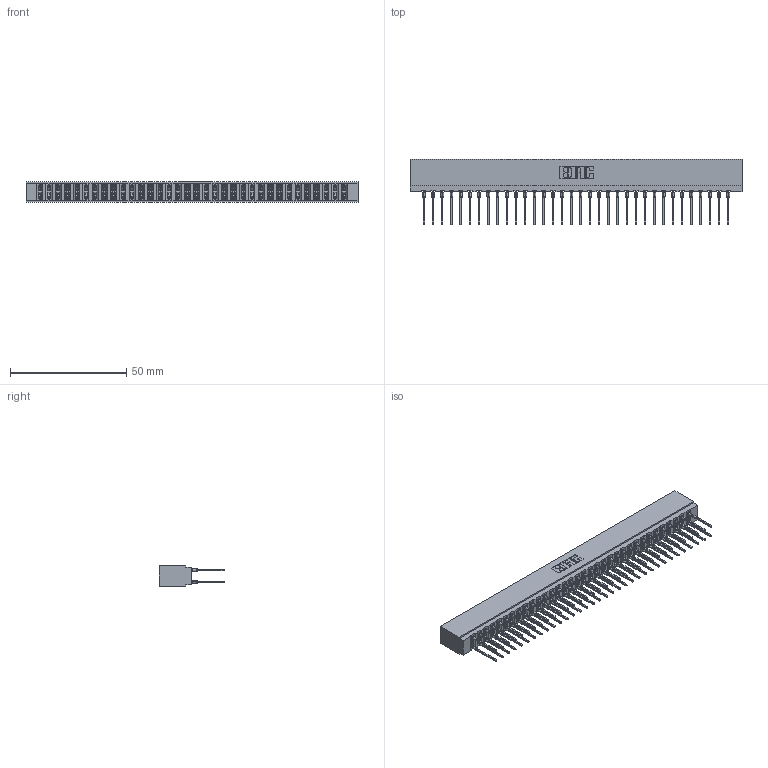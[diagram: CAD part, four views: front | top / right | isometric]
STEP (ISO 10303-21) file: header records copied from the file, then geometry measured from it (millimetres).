
FILE_DESCRIPTION (( 'STEP AP203' ), '1' );
FILE_NAME ('717-068-545-201.STEP', '2026-02-20T18:58:01', ( '' ), ( '' ), 'SwSTEP 2.0', 'SolidWorks 2023', '' );
FILE_SCHEMA (( 'CONFIG_CONTROL_DESIGN' ));
Length unit declared in the file: millimetre
Products named in the file (3): 745-292-001_545; 717-068-545-201; 717 Part_Insulator Option - 06
Assembly tree (69 placements, depth 2):
  717-068-545-201
    717 Part_Insulator Option - 06
    745-292-001_545  x68
Bounding box: 142.6 x 28.18 x 8.89 mm (x, y, z)
Volume: 12627.7 mm3; surface area: 20364 mm2
Topology: 69 solids, 69 shells, 6214 faces, 16707 edges, 10502 vertices
Faces by surface type: plane 3216, bspline 1360, cylinder 1230, torus 408
Entity records: 59385 total; most frequent: CARTESIAN_POINT 10813, ORIENTED_EDGE 10232, DIRECTION 8940, EDGE_CURVE 5116, LINE 4730, VECTOR 4730, VERTEX_POINT 3266, AXIS2_PLACEMENT_3D 2105
